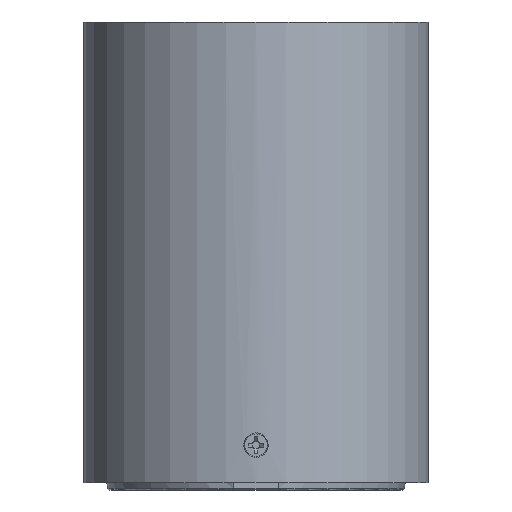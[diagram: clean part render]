
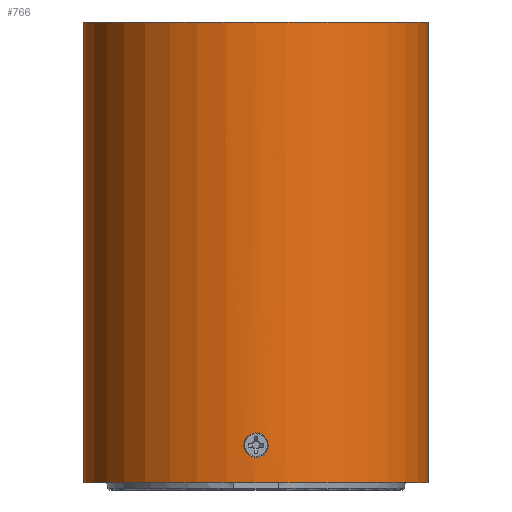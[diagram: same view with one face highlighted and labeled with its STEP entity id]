
A CAD part, front view. The second image highlights one B-rep face of the part: STEP entity #766.
In plain terms, the highlighted cylindrical face has radius 46 mm (diameter 92 mm), a partial arc.
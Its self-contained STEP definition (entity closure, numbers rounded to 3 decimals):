
#131=CARTESIAN_POINT('',(0.,0.,0.));
#132=DIRECTION('',(0.,0.,1.));
#133=DIRECTION('',(-1.,0.,0.));
#134=AXIS2_PLACEMENT_3D('',#131,#132,#133);
#155=DIRECTION('',(0.,0.,-1.));
#156=VECTOR('',#155,123.);
#157=CARTESIAN_POINT('',(-46.,0.,123.));
#158=LINE('',#157,#156);
#198=DIRECTION('',(0.,0.,-1.));
#199=VECTOR('',#198,123.);
#200=CARTESIAN_POINT('',(46.,0.,123.));
#201=LINE('',#200,#199);
#205=CARTESIAN_POINT('',(-3.25,-45.885,10.));
#206=CARTESIAN_POINT('',(-3.25,-45.885,9.68));
#207=CARTESIAN_POINT('',(-3.16,-45.892,9.07));
#208=CARTESIAN_POINT('',(-2.767,-45.918,8.211));
#209=CARTESIAN_POINT('',(-2.153,-45.951,7.507));
#210=CARTESIAN_POINT('',(-1.365,-45.982,7.002));
#211=CARTESIAN_POINT('',(-0.469,-46.001,
6.74));
#212=CARTESIAN_POINT('',(0.462,-46.001,6.739));
#213=CARTESIAN_POINT('',(1.359,-45.983,6.999));
#214=CARTESIAN_POINT('',(2.147,-45.952,7.502));
#215=CARTESIAN_POINT('',(2.764,-45.918,8.205));
#216=CARTESIAN_POINT('',(3.159,-45.892,9.068));
#217=CARTESIAN_POINT('',(3.25,-45.885,9.679));
#218=CARTESIAN_POINT('',(3.25,-45.885,10.));
#223=CARTESIAN_POINT('',(3.25,-45.885,10.));
#224=CARTESIAN_POINT('',(3.25,-45.885,10.32));
#225=CARTESIAN_POINT('',(3.16,-45.892,10.93));
#226=CARTESIAN_POINT('',(2.767,-45.918,11.789));
#227=CARTESIAN_POINT('',(2.153,-45.951,12.493));
#228=CARTESIAN_POINT('',(1.365,-45.982,12.998));
#229=CARTESIAN_POINT('',(0.469,-46.001,13.26));
#230=CARTESIAN_POINT('',(-0.462,-46.001,
13.261));
#231=CARTESIAN_POINT('',(-1.359,-45.983,13.001));
#232=CARTESIAN_POINT('',(-2.147,-45.952,12.498));
#233=CARTESIAN_POINT('',(-2.764,-45.918,11.795));
#234=CARTESIAN_POINT('',(-3.159,-45.892,10.932));
#235=CARTESIAN_POINT('',(-3.25,-45.885,10.321));
#236=CARTESIAN_POINT('',(-3.25,-45.885,10.));
#249=CARTESIAN_POINT('',(0.,0.,123.));
#250=DIRECTION('',(0.,0.,-1.));
#251=DIRECTION('',(1.,0.,0.));
#252=AXIS2_PLACEMENT_3D('',#249,#250,#251);
#589=CARTESIAN_POINT('',(-46.,0.,123.));
#590=CARTESIAN_POINT('',(46.,0.,123.));
#591=VERTEX_POINT('',#589);
#592=VERTEX_POINT('',#590);
#593=CARTESIAN_POINT('',(46.,0.,0.));
#594=CARTESIAN_POINT('',(-46.,0.,0.));
#595=VERTEX_POINT('',#593);
#596=VERTEX_POINT('',#594);
#623=CARTESIAN_POINT('',(3.25,-45.885,10.));
#624=VERTEX_POINT('',#623);
#625=VERTEX_POINT('',#205);
#748=CARTESIAN_POINT('',(0.,0.,0.));
#749=DIRECTION('',(0.,0.,1.));
#750=DIRECTION('',(1.,0.,0.));
#751=AXIS2_PLACEMENT_3D('',#748,#749,#750);
#752=CYLINDRICAL_SURFACE('',#751,46.);
#753=ORIENTED_EDGE('',*,*,#711,.F.);
#754=ORIENTED_EDGE('',*,*,#730,.F.);
#756=ORIENTED_EDGE('',*,*,#755,.F.);
#757=ORIENTED_EDGE('',*,*,#726,.T.);
#758=EDGE_LOOP('',(#753,#754,#756,#757));
#759=FACE_OUTER_BOUND('',#758,.F.);
#761=ORIENTED_EDGE('',*,*,#760,.T.);
#763=ORIENTED_EDGE('',*,*,#762,.T.);
#764=EDGE_LOOP('',(#761,#763));
#765=FACE_BOUND('',#764,.F.);
#766=ADVANCED_FACE('',(#759,#765),#752,.T.);
#135=CIRCLE('',#134,46.);
#219=B_SPLINE_CURVE_WITH_KNOTS('',3,(#205,#206,#207,#208,#209,#210,#211,#212,
#213,#214,#215,#216,#217,#218),.UNSPECIFIED.,.F.,.F.,(4,1,1,1,1,1,1,1,1,1,1,4),(
0.,0.091,0.182,0.273,0.364,
0.455,0.545,0.636,0.727,
0.818,0.909,1.),.UNSPECIFIED.);
#237=B_SPLINE_CURVE_WITH_KNOTS('',3,(#223,#224,#225,#226,#227,#228,#229,#230,
#231,#232,#233,#234,#235,#236),.UNSPECIFIED.,.F.,.F.,(4,1,1,1,1,1,1,1,1,1,1,4),(
0.,0.091,0.182,0.273,0.364,
0.455,0.545,0.636,0.727,
0.818,0.909,1.),.UNSPECIFIED.);
#253=CIRCLE('',#252,46.);
#711=EDGE_CURVE('',#596,#595,#135,.T.);
#726=EDGE_CURVE('',#592,#595,#201,.T.);
#730=EDGE_CURVE('',#591,#596,#158,.T.);
#755=EDGE_CURVE('',#592,#591,#253,.T.);
#760=EDGE_CURVE('',#625,#624,#219,.T.);
#762=EDGE_CURVE('',#624,#625,#237,.T.);
